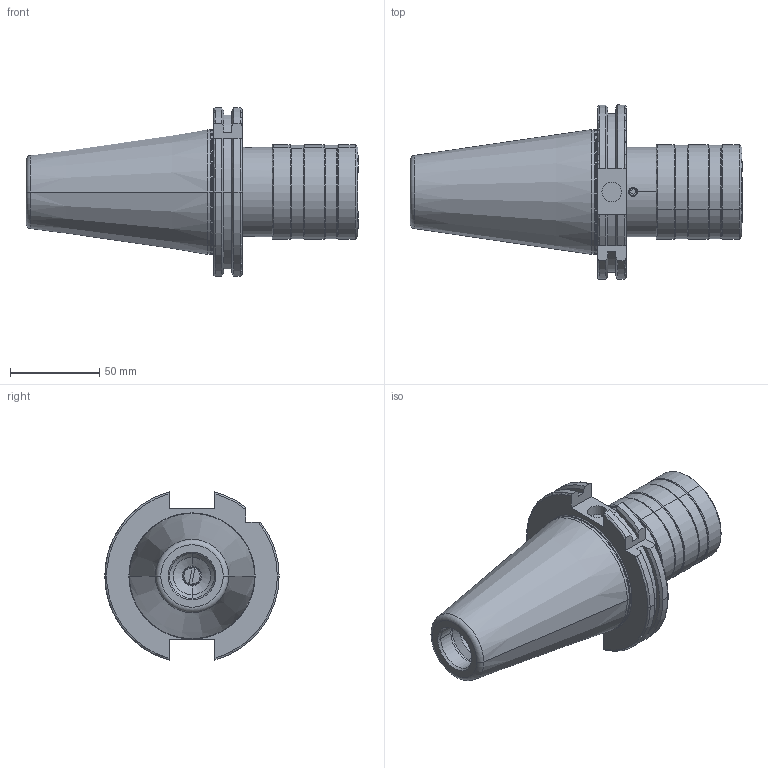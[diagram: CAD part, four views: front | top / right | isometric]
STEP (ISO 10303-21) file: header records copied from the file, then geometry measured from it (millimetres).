
FILE_DESCRIPTION (( 'STEP AP203' ), '1' );
FILE_NAME ('SK50FWFLK2084.STEP', '2016-04-13T12:28:45', ( '' ), ( '' ), 'SwSTEP 2.0', 'SolidWorks 2009', '' );
FILE_SCHEMA (( 'CONFIG_CONTROL_DESIGN' ));
Products named in the file (20): BALL ﾘ6.5; FT WFLK2 SLEEVE; FT WFLK2 LOCKSCREW-1 M5; FT WFLK2 LOCKSCREW-2 M5; FT WFLK2 SCREW M5; FT WFLK2 BALL CAGE; BALL ﾘ1.5; BALL ﾘ4.5; SK50FWFLK2084; FT WFLK2 HOUSING; FT WFLK2 SPRING-1; FT WFLK2 SPRING-2; FT WFLK2 SPRING-3; FT WFLK2 BUSH; FT WFLK2 SPRING WASHER; BALL ﾘ3.2; FT WFLK2 TAP WASHER M5; RINGCLIP EXTERNAL Ø45 X1.5_Snap ring A 30 DIN 7993; FT WFLK2 SPRING BUSH
Assembly tree (121 placements, depth 2):
  SK50FWFLK2084
    BALL ﾘ1.5  x96
    FT WFLK2 LOCKSCREW-2 M5
    FT WFLK2 SPRING WASHER
    FT WFLK2 TAP WASHER M5
    BALL ﾘ6.5  x6
    BALL ﾘ3.2
    FT WFLK2 SLEEVE
    FT WFLK2 HOUSING
    BALL ﾘ4.5  x3
    RINGCLIP EXTERNAL Ø45 X1.5_Snap ring A 30 DIN 7993
    FT WFLK2 BALL CAGE
    FT WFLK2 SPRING-2
    FT WFLK2 SPRING BUSH
    FT WFLK2 SPRING-1
    FT WFLK2 SPRING-3
    FT WFLK2 BUSH
    FT WFLK2 LOCKSCREW-1 M5
    FT WFLK2 SCREW M5
    SK50FWFLK2084
Bounding box: 185.75 x 97.5 x 94.05 mm (x, y, z)
Volume: 412507.4 mm3; surface area: 103728.2 mm2
Topology: 121 solids, 121 shells, 1109 faces, 3302 edges, 2024 vertices
Faces by surface type: sphere 428, cylinder 357, cone 118, plane 111, torus 71, bspline 24
Entity records: 46779 total; most frequent: CARTESIAN_POINT 20714, DIRECTION 4486, ORIENTED_EDGE 4312, EDGE_CURVE 2156, AXIS2_PLACEMENT_3D 1929, VERTEX_POINT 1298, EDGE_LOOP 1150, CIRCLE 924
